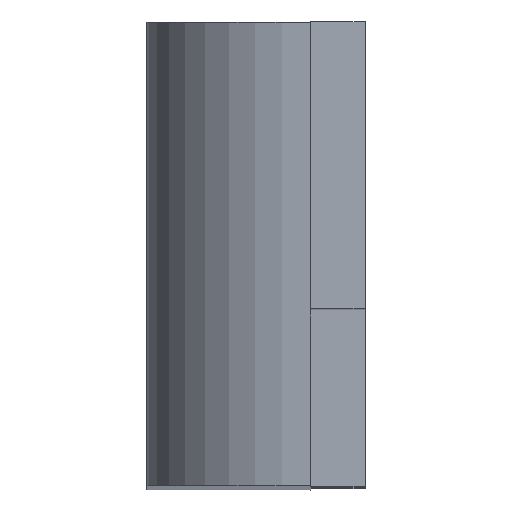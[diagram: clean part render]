
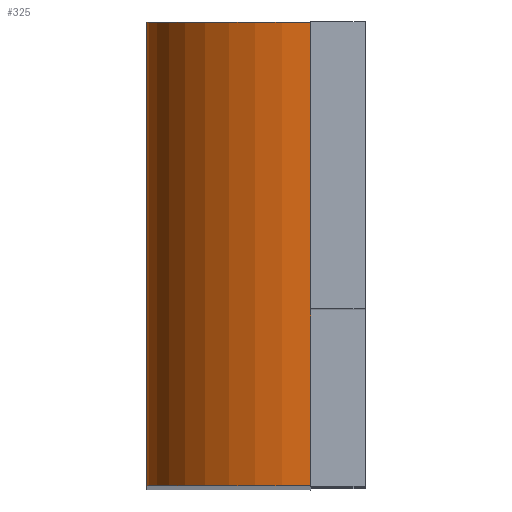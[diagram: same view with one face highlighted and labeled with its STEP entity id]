
A CAD part, top view. The second image highlights one B-rep face of the part: STEP entity #325.
In plain terms, the highlighted cylindrical face has radius 15 mm (diameter 30 mm), a partial arc.
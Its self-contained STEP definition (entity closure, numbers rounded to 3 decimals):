
#89 = VERTEX_POINT('',#90);
#90 = CARTESIAN_POINT('',(5.,0.,112.));
#96 = EDGE_CURVE('',#89,#97,#99,.T.);
#97 = VERTEX_POINT('',#98);
#98 = CARTESIAN_POINT('',(-10.,0.,97.));
#99 = CIRCLE('',#100,15.);
#100 = AXIS2_PLACEMENT_3D('',#101,#102,#103);
#101 = CARTESIAN_POINT('',(5.,0.,97.));
#102 = DIRECTION('',(0.,-1.,0.));
#103 = DIRECTION('',(1.,0.,0.));
#308 = VERTEX_POINT('',#309);
#309 = CARTESIAN_POINT('',(5.,-26.3,112.));
#315 = EDGE_CURVE('',#89,#308,#316,.T.);
#316 = LINE('',#317,#318);
#317 = CARTESIAN_POINT('',(5.,0.,112.));
#318 = VECTOR('',#319,1.);
#319 = DIRECTION('',(0.,-1.,0.));
#325 = ADVANCED_FACE('',(#326),#353,.T.);
#326 = FACE_BOUND('',#327,.F.);
#327 = EDGE_LOOP('',(#328,#329,#337,#346,#352));
#328 = ORIENTED_EDGE('',*,*,#315,.T.);
#329 = ORIENTED_EDGE('',*,*,#330,.T.);
#330 = EDGE_CURVE('',#308,#331,#333,.T.);
#331 = VERTEX_POINT('',#332);
#332 = CARTESIAN_POINT('',(5.,-42.5,112.));
#333 = LINE('',#334,#335);
#334 = CARTESIAN_POINT('',(5.,0.,112.));
#335 = VECTOR('',#336,1.);
#336 = DIRECTION('',(0.,-1.,0.));
#337 = ORIENTED_EDGE('',*,*,#338,.T.);
#338 = EDGE_CURVE('',#331,#339,#341,.T.);
#339 = VERTEX_POINT('',#340);
#340 = CARTESIAN_POINT('',(-10.,-42.5,97.));
#341 = CIRCLE('',#342,15.);
#342 = AXIS2_PLACEMENT_3D('',#343,#344,#345);
#343 = CARTESIAN_POINT('',(5.,-42.5,97.));
#344 = DIRECTION('',(0.,-1.,0.));
#345 = DIRECTION('',(1.,0.,0.));
#346 = ORIENTED_EDGE('',*,*,#347,.F.);
#347 = EDGE_CURVE('',#97,#339,#348,.T.);
#348 = LINE('',#349,#350);
#349 = CARTESIAN_POINT('',(-10.,0.,97.));
#350 = VECTOR('',#351,1.);
#351 = DIRECTION('',(0.,-1.,0.));
#352 = ORIENTED_EDGE('',*,*,#96,.F.);
#353 = CYLINDRICAL_SURFACE('',#354,15.);
#354 = AXIS2_PLACEMENT_3D('',#355,#356,#357);
#355 = CARTESIAN_POINT('',(5.,0.,97.));
#356 = DIRECTION('',(0.,1.,0.));
#357 = DIRECTION('',(1.,0.,0.));
